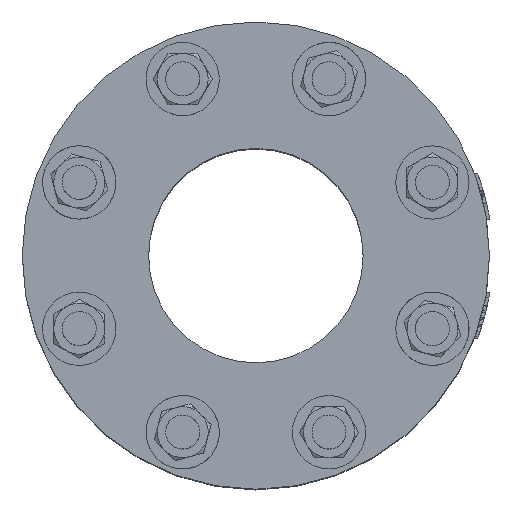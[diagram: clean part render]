
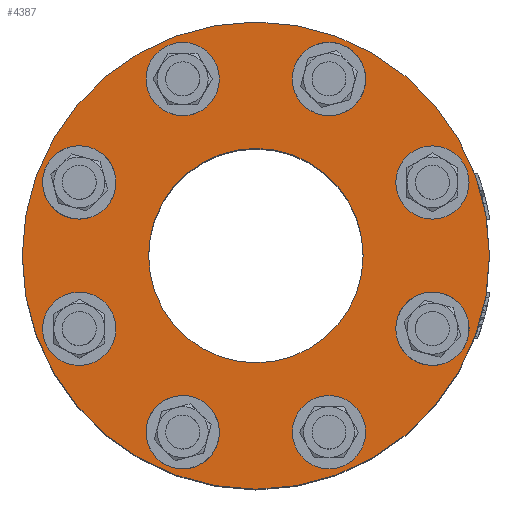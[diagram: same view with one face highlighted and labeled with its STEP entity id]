
A CAD part, top view. The second image highlights one B-rep face of the part: STEP entity #4387.
In plain terms, the highlighted planar face has unit normal (0, 0, 1).
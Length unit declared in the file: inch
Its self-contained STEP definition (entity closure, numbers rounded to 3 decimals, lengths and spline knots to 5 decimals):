
#92 = EDGE_CURVE ( 'NONE', #7385, #7385, #9023, .T. ) ;
#126 = EDGE_CURVE ( 'NONE', #7376, #7376, #9057, .T. ) ;
#160 = EDGE_CURVE ( 'NONE', #7397, #7397, #9091, .T. ) ;
#194 = EDGE_CURVE ( 'NONE', #7405, #7405, #9125, .T. ) ;
#227 = EDGE_CURVE ( 'NONE', #7410, #7410, #9158, .T. ) ;
#342 = EDGE_CURVE ( 'NONE', #7417, #7417, #9284, .T. ) ;
#350 = AXIS2_PLACEMENT_3D ( 'NONE', #11102, #11101, #11100 ) ;
#360 = AXIS2_PLACEMENT_3D ( 'NONE', #4516, #4515, #4514 ) ;
#370 = AXIS2_PLACEMENT_3D ( 'NONE', #3612, #3611, #3610 ) ;
#380 = AXIS2_PLACEMENT_3D ( 'NONE', #3411, #3410, #3409 ) ;
#389 = AXIS2_PLACEMENT_3D ( 'NONE', #2636, #2605, #2718 ) ;
#425 = AXIS2_PLACEMENT_3D ( 'NONE', #2862, #2863, #2864 ) ;
#824 = DIRECTION ( 'NONE',  ( 0., 0., -1. ) ) ;
#826 = CARTESIAN_POINT ( 'NONE',  ( 0.62074, 1.93909, 2.29206 ) ) ;
#828 = PLANE ( 'NONE',  #11524 ) ;
#831 = DIRECTION ( 'NONE',  ( 1., 0., 0. ) ) ;
#1673 = CARTESIAN_POINT ( 'NONE',  ( 1.29757, -1.33449, 2.29206 ) ) ;
#1678 = CARTESIAN_POINT ( 'NONE',  ( -3.33199, 0.58313, 2.29206 ) ) ;
#1683 = CARTESIAN_POINT ( 'NONE',  ( -1.41436, 5.21268, 2.29206 ) ) ;
#1689 = CARTESIAN_POINT ( 'NONE',  ( 1.29757, 5.21268, 2.29206 ) ) ;
#1693 = CARTESIAN_POINT ( 'NONE',  ( 3.21519, 3.29506, 2.29206 ) ) ;
#1697 = CARTESIAN_POINT ( 'NONE',  ( -1.36745, 1.93909, 2.29206 ) ) ;
#1757 = CARTESIAN_POINT ( 'NONE',  ( -1.41436, -1.33449, 2.29206 ) ) ;
#1758 = CARTESIAN_POINT ( 'NONE',  ( 4.95144, 1.93909, 2.29206 ) ) ;
#1787 = CARTESIAN_POINT ( 'NONE',  ( -3.33199, 3.29506, 2.29206 ) ) ;
#1791 = CARTESIAN_POINT ( 'NONE',  ( 3.21519, 0.58313, 2.29206 ) ) ;
#2341 = EDGE_CURVE ( 'NONE', #7488, #7488, #8078, .T. ) ;
#2379 = EDGE_CURVE ( 'NONE', #7490, #7490, #8108, .T. ) ;
#2514 = EDGE_CURVE ( 'NONE', #7521, #7521, #8267, .T. ) ;
#2548 = EDGE_CURVE ( 'NONE', #7525, #7525, #6815, .T. ) ;
#2605 = DIRECTION ( 'NONE',  ( 0., 0., 1. ) ) ;
#2636 = CARTESIAN_POINT ( 'NONE',  ( 3.89432, 3.29506, 2.29206 ) ) ;
#2718 = DIRECTION ( 'NONE',  ( -1., 0., 0. ) ) ;
#2862 = CARTESIAN_POINT ( 'NONE',  ( 0.62074, 1.93909, 2.29206 ) ) ;
#2863 = DIRECTION ( 'NONE',  ( 0., 0., 1. ) ) ;
#2864 = DIRECTION ( 'NONE',  ( -1., 0., 0. ) ) ;
#3409 = DIRECTION ( 'NONE',  ( -1., 0., 0. ) ) ;
#3410 = DIRECTION ( 'NONE',  ( 0., 0., 1. ) ) ;
#3411 = CARTESIAN_POINT ( 'NONE',  ( 1.9767, 5.21268, 2.29206 ) ) ;
#3610 = DIRECTION ( 'NONE',  ( -1., 0., 0. ) ) ;
#3611 = DIRECTION ( 'NONE',  ( 0., 0., 1. ) ) ;
#3612 = CARTESIAN_POINT ( 'NONE',  ( -0.73523, 5.21268, 2.29206 ) ) ;
#4387 = ADVANCED_FACE ( 'NONE', ( #7070, #7074, #7071, #7073, #7072, #7075, #7076, #7077, #7078, #7079 ), #828, .F. ) ;
#4514 = DIRECTION ( 'NONE',  ( -1., 0., 0. ) ) ;
#4515 = DIRECTION ( 'NONE',  ( 0., 0., 1. ) ) ;
#4516 = CARTESIAN_POINT ( 'NONE',  ( -2.65285, 0.58313, 2.29206 ) ) ;
#5925 = CARTESIAN_POINT ( 'NONE',  ( -2.65285, 3.29506, 2.29206 ) ) ;
#5926 = DIRECTION ( 'NONE',  ( 0., 0., 1. ) ) ;
#5927 = DIRECTION ( 'NONE',  ( -1., 0., 0. ) ) ;
#6063 = CARTESIAN_POINT ( 'NONE',  ( 3.89432, 0.58313, 2.29206 ) ) ;
#6064 = DIRECTION ( 'NONE',  ( 0., 0., 1. ) ) ;
#6065 = DIRECTION ( 'NONE',  ( -1., 0., 0. ) ) ;
#6815 = CIRCLE ( 'NONE', #11385, 0.67913 ) ;
#7070 = FACE_BOUND ( 'NONE', #8892, .T. ) ;
#7071 = FACE_BOUND ( 'NONE', #8881, .T. ) ;
#7072 = FACE_OUTER_BOUND ( 'NONE', #8879, .T. ) ;
#7073 = FACE_BOUND ( 'NONE', #8880, .T. ) ;
#7074 = FACE_BOUND ( 'NONE', #8894, .T. ) ;
#7075 = FACE_BOUND ( 'NONE', #8878, .T. ) ;
#7076 = FACE_BOUND ( 'NONE', #8876, .T. ) ;
#7077 = FACE_BOUND ( 'NONE', #8875, .T. ) ;
#7078 = FACE_BOUND ( 'NONE', #8874, .T. ) ;
#7079 = FACE_BOUND ( 'NONE', #8873, .T. ) ;
#7376 = VERTEX_POINT ( 'NONE', #1678 ) ;
#7385 = VERTEX_POINT ( 'NONE', #1673 ) ;
#7397 = VERTEX_POINT ( 'NONE', #1683 ) ;
#7405 = VERTEX_POINT ( 'NONE', #1689 ) ;
#7410 = VERTEX_POINT ( 'NONE', #1693 ) ;
#7417 = VERTEX_POINT ( 'NONE', #1697 ) ;
#7488 = VERTEX_POINT ( 'NONE', #1757 ) ;
#7490 = VERTEX_POINT ( 'NONE', #1758 ) ;
#7521 = VERTEX_POINT ( 'NONE', #1787 ) ;
#7525 = VERTEX_POINT ( 'NONE', #1791 ) ;
#8078 = CIRCLE ( 'NONE', #11308, 0.67913 ) ;
#8108 = CIRCLE ( 'NONE', #11324, 4.33071 ) ;
#8267 = CIRCLE ( 'NONE', #11375, 0.67913 ) ;
#8873 = EDGE_LOOP ( 'NONE', ( #10912 ) ) ;
#8874 = EDGE_LOOP ( 'NONE', ( #10911 ) ) ;
#8875 = EDGE_LOOP ( 'NONE', ( #10910 ) ) ;
#8876 = EDGE_LOOP ( 'NONE', ( #10909 ) ) ;
#8878 = EDGE_LOOP ( 'NONE', ( #10908 ) ) ;
#8879 = EDGE_LOOP ( 'NONE', ( #10907 ) ) ;
#8880 = EDGE_LOOP ( 'NONE', ( #10906 ) ) ;
#8881 = EDGE_LOOP ( 'NONE', ( #10905 ) ) ;
#8892 = EDGE_LOOP ( 'NONE', ( #10903 ) ) ;
#8894 = EDGE_LOOP ( 'NONE', ( #10904 ) ) ;
#9023 = CIRCLE ( 'NONE', #350, 0.67913 ) ;
#9057 = CIRCLE ( 'NONE', #360, 0.67913 ) ;
#9091 = CIRCLE ( 'NONE', #370, 0.67913 ) ;
#9125 = CIRCLE ( 'NONE', #380, 0.67913 ) ;
#9158 = CIRCLE ( 'NONE', #389, 0.67913 ) ;
#9284 = CIRCLE ( 'NONE', #425, 1.98819 ) ;
#10013 = CARTESIAN_POINT ( 'NONE',  ( -0.73523, -1.33449, 2.29206 ) ) ;
#10014 = DIRECTION ( 'NONE',  ( 0., 0., -1. ) ) ;
#10015 = DIRECTION ( 'NONE',  ( -1., 0., 0. ) ) ;
#10167 = CARTESIAN_POINT ( 'NONE',  ( 0.62074, 1.93909, 2.29206 ) ) ;
#10168 = DIRECTION ( 'NONE',  ( 0., 0., -1. ) ) ;
#10169 = DIRECTION ( 'NONE',  ( 1., 0., 0. ) ) ;
#10903 = ORIENTED_EDGE ( 'NONE', *, *, #342, .F. ) ;
#10904 = ORIENTED_EDGE ( 'NONE', *, *, #227, .F. ) ;
#10905 = ORIENTED_EDGE ( 'NONE', *, *, #160, .F. ) ;
#10906 = ORIENTED_EDGE ( 'NONE', *, *, #2548, .F. ) ;
#10907 = ORIENTED_EDGE ( 'NONE', *, *, #2379, .F. ) ;
#10908 = ORIENTED_EDGE ( 'NONE', *, *, #2514, .F. ) ;
#10909 = ORIENTED_EDGE ( 'NONE', *, *, #92, .F. ) ;
#10910 = ORIENTED_EDGE ( 'NONE', *, *, #126, .F. ) ;
#10911 = ORIENTED_EDGE ( 'NONE', *, *, #194, .F. ) ;
#10912 = ORIENTED_EDGE ( 'NONE', *, *, #2341, .T. ) ;
#11100 = DIRECTION ( 'NONE',  ( -1., 0., 0. ) ) ;
#11101 = DIRECTION ( 'NONE',  ( 0., 0., 1. ) ) ;
#11102 = CARTESIAN_POINT ( 'NONE',  ( 1.9767, -1.33449, 2.29206 ) ) ;
#11308 = AXIS2_PLACEMENT_3D ( 'NONE', #10013, #10014, #10015 ) ;
#11324 = AXIS2_PLACEMENT_3D ( 'NONE', #10167, #10168, #10169 ) ;
#11375 = AXIS2_PLACEMENT_3D ( 'NONE', #5925, #5926, #5927 ) ;
#11385 = AXIS2_PLACEMENT_3D ( 'NONE', #6063, #6064, #6065 ) ;
#11524 = AXIS2_PLACEMENT_3D ( 'NONE', #826, #824, #831 ) ;
